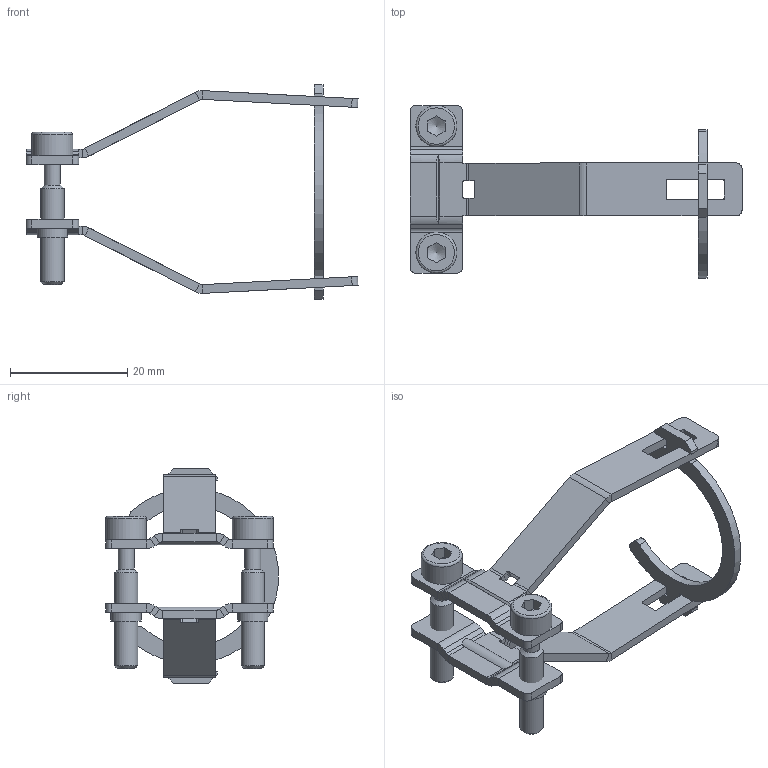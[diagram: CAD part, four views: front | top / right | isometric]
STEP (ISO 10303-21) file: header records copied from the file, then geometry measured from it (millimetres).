
FILE_DESCRIPTION(/* description */ (''),/* implementation_level */ '2;1');
FILE_NAME(/* name */ '3752 O 2b.stp',/* time_stamp */ '2023-06-14T14:27:57+06:00',/* author */ ('vinaykumark'),/* organization */ (''),/* preprocessor_version */ 'ST-DEVELOPER v18',/* originating_system */ 'Autodesk Inventor 2020',/* authorisation */ '');
FILE_SCHEMA (('AUTOMOTIVE_DESIGN { 1 0 10303 214 3 1 1 }'));
Length unit declared in the file: centimetre
Products named in the file (1): Part1
Bounding box: 56.72 x 29.52 x 36.65 mm (x, y, z)
Volume: 3143.1 mm3; surface area: 5074.7 mm2
Topology: 5 solids, 5 shells, 266 faces, 731 edges, 544 vertices
Faces by surface type: plane 172, cylinder 84, cone 6, torus 4
Full cylindrical faces by diameter (mm): 2.75 x2, 3.242 x4, 4 x2, 5.2 x4, 7 x2
Entity records: 8451 total; most frequent: CARTESIAN_POINT 1541, DIRECTION 1376, ORIENTED_EDGE 1324, EDGE_CURVE 662, AXIS2_PLACEMENT_3D 469, LINE 438, VECTOR 438, VERTEX_POINT 410
